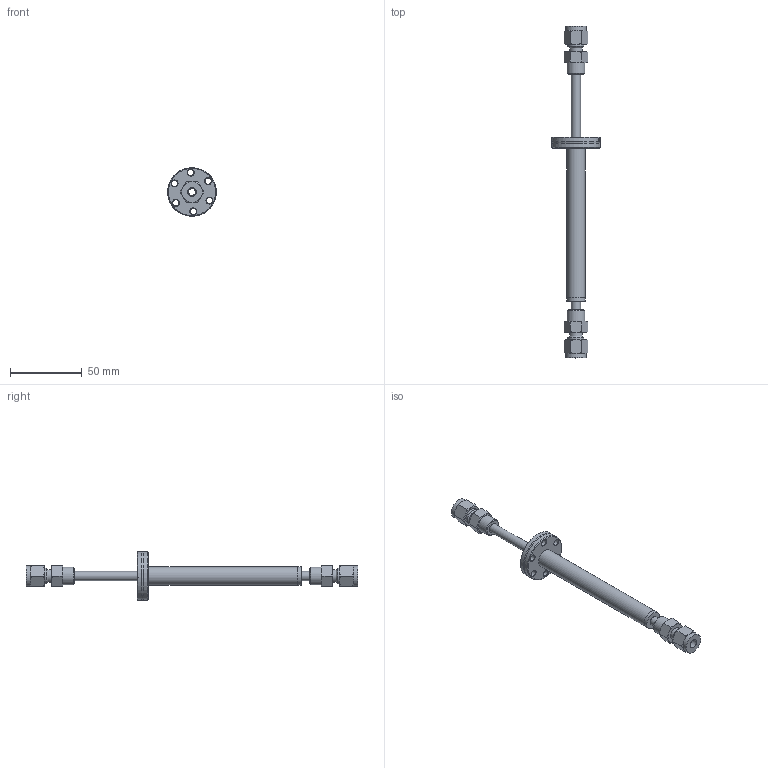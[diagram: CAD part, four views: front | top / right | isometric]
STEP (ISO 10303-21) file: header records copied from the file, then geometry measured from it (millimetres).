
FILE_DESCRIPTION(/* description */ (''),/* implementation_level */ '2;1');
FILE_NAME(/* name */ 'FL-LNF1S-16CF.stp',/* time_stamp */ '2019-03-15T13:28:49+00:00',/* author */ ('paul'),/* organization */ (''),/* preprocessor_version */ 'ST-DEVELOPER v17.2',/* originating_system */ 'Autodesk Inventor 2019',/* authorisation */ '');
FILE_SCHEMA (('AUTOMOTIVE_DESIGN { 1 0 10303 214 3 1 1 }'));
Products named in the file (8): FL-LNF1S-16CF; FL-LNF1-16CF; long tube assy for CF; washer; big tube long; small tube; FL-16CF; RM-SS-400-6-4W
Assembly tree (8 placements, depth 4):
  FL-LNF1S-16CF
    FL-LNF1-16CF
      long tube assy for CF
        washer
        big tube long
        small tube
      FL-16CF
    RM-SS-400-6-4W  x2
Bounding box: 33.79 x 230.63 x 33.72 mm (x, y, z)
Volume: 19240.3 mm3; surface area: 23178.5 mm2
Topology: 6 solids, 6 shells, 243 faces, 608 edges, 395 vertices
Faces by surface type: plane 91, cone 69, cylinder 41, bspline 41, torus 1
Full cylindrical faces by diameter (mm): 4.4 x6, 4.76 x1, 4.826 x2, 6.35 x4, 6.604 x2, 8.953 x2, 10.9 x2, 11.112 x2, 12.192 x2, 12.7 x3, 14.224 x2, 21.4 x1, 33.8 x2
Entity records: 7514 total; most frequent: CARTESIAN_POINT 2767, ORIENTED_EDGE 974, DIRECTION 861, EDGE_CURVE 487, AXIS2_PLACEMENT_3D 348, VERTEX_POINT 319, EDGE_LOOP 226, FACE_OUTER_BOUND 191
